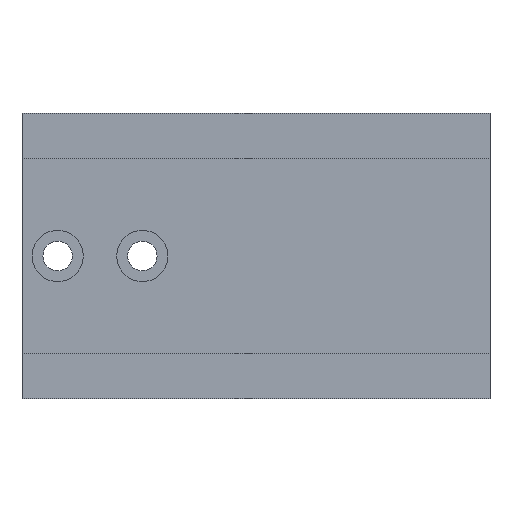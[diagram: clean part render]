
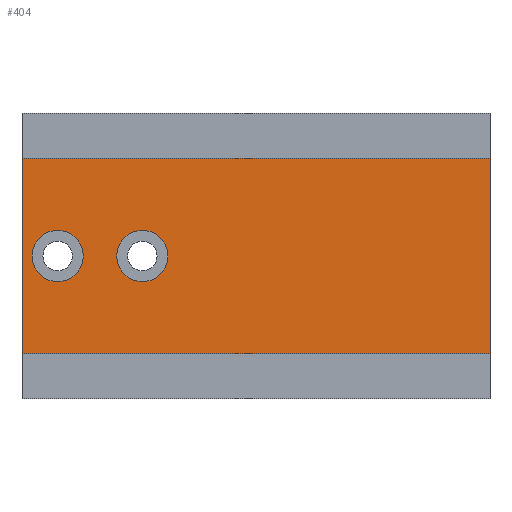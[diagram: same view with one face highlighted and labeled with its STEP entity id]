
A CAD part, front view. The second image highlights one B-rep face of the part: STEP entity #404.
In plain terms, the highlighted planar face has unit normal (0, -1, 0).
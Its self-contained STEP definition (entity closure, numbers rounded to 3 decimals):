
#17=FACE_BOUND('',#71,.T.);
#18=FACE_BOUND('',#72,.T.);
#21=CIRCLE('',#429,5.75);
#24=CIRCLE('',#434,5.75);
#46=FACE_OUTER_BOUND('',#70,.T.);
#70=EDGE_LOOP('',(#323,#324,#325,#326));
#71=EDGE_LOOP('',(#327));
#72=EDGE_LOOP('',(#328));
#90=LINE('',#583,#136);
#113=LINE('',#646,#159);
#114=LINE('',#649,#160);
#115=LINE('',#650,#161);
#136=VECTOR('',#468,10.);
#159=VECTOR('',#531,10.);
#160=VECTOR('',#534,10.);
#161=VECTOR('',#535,10.);
#182=VERTEX_POINT('',#580);
#183=VERTEX_POINT('',#582);
#189=VERTEX_POINT('',#596);
#192=VERTEX_POINT('',#605);
#203=VERTEX_POINT('',#644);
#204=VERTEX_POINT('',#648);
#218=EDGE_CURVE('',#182,#183,#90,.T.);
#225=EDGE_CURVE('',#189,#189,#21,.T.);
#229=EDGE_CURVE('',#192,#192,#24,.T.);
#249=EDGE_CURVE('',#203,#183,#113,.T.);
#250=EDGE_CURVE('',#203,#204,#114,.T.);
#251=EDGE_CURVE('',#204,#182,#115,.T.);
#323=ORIENTED_EDGE('',*,*,#250,.F.);
#324=ORIENTED_EDGE('',*,*,#249,.T.);
#325=ORIENTED_EDGE('',*,*,#218,.F.);
#326=ORIENTED_EDGE('',*,*,#251,.F.);
#327=ORIENTED_EDGE('',*,*,#225,.T.);
#328=ORIENTED_EDGE('',*,*,#229,.T.);
#382=PLANE('',#448);
#404=ADVANCED_FACE('',(#46,#17,#18),#382,.T.);
#429=AXIS2_PLACEMENT_3D('',#597,#477,#478);
#434=AXIS2_PLACEMENT_3D('',#606,#488,#489);
#448=AXIS2_PLACEMENT_3D('',#647,#532,#533);
#468=DIRECTION('',(0.,0.,-1.));
#477=DIRECTION('center_axis',(0.,1.,0.));
#478=DIRECTION('ref_axis',(1.,0.,0.));
#488=DIRECTION('center_axis',(0.,1.,0.));
#489=DIRECTION('ref_axis',(1.,0.,0.));
#531=DIRECTION('',(1.,0.,0.));
#532=DIRECTION('center_axis',(0.,-1.,0.));
#533=DIRECTION('ref_axis',(0.,0.,-1.));
#534=DIRECTION('',(0.,0.,1.));
#535=DIRECTION('',(1.,0.,0.));
#580=CARTESIAN_POINT('',(105.,-27.,-5.093));
#582=CARTESIAN_POINT('',(105.,-27.,-48.908));
#583=CARTESIAN_POINT('',(105.,-27.,-27.));
#596=CARTESIAN_POINT('',(2.25,-27.,-27.));
#597=CARTESIAN_POINT('Origin',(8.,-27.,-27.));
#605=CARTESIAN_POINT('',(21.25,-27.,-27.));
#606=CARTESIAN_POINT('Origin',(27.,-27.,-27.));
#644=CARTESIAN_POINT('',(0.,-27.,-48.908));
#646=CARTESIAN_POINT('',(0.,-27.,-48.908));
#647=CARTESIAN_POINT('Origin',(0.,-27.,-5.093));
#648=CARTESIAN_POINT('',(0.,-27.,-5.093));
#649=CARTESIAN_POINT('',(0.,-27.,-27.));
#650=CARTESIAN_POINT('',(0.,-27.,-5.093));
